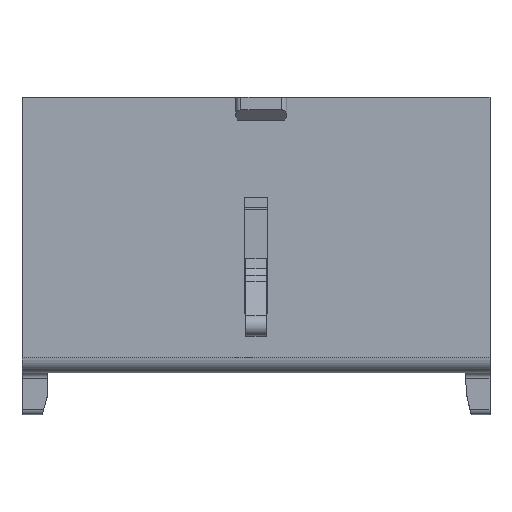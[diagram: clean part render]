
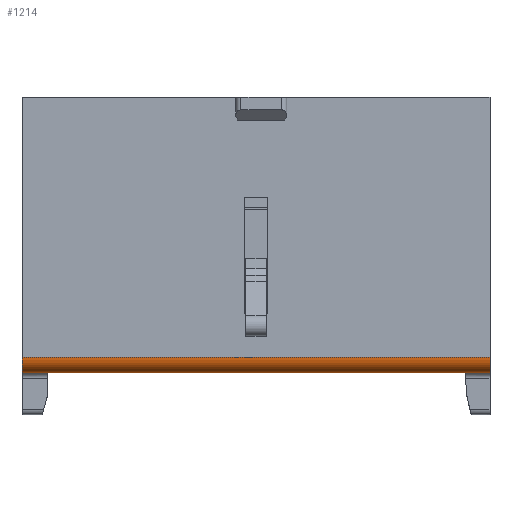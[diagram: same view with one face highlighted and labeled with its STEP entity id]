
A CAD part, front view. The second image highlights one B-rep face of the part: STEP entity #1214.
In plain terms, the highlighted cylindrical face has radius 1.5 mm (diameter 3 mm), a partial arc.
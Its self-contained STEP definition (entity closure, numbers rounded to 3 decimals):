
#51 = VERTEX_POINT('',#52);
#52 = CARTESIAN_POINT('',(-10.5,-22.5,1.5));
#59 = PLANE('',#60);
#60 = AXIS2_PLACEMENT_3D('',#61,#62,#63);
#61 = CARTESIAN_POINT('',(0.,-22.5,0.));
#62 = DIRECTION('',(0.,1.,0.));
#63 = DIRECTION('',(1.,0.,0.));
#71 = PLANE('',#72);
#72 = AXIS2_PLACEMENT_3D('',#73,#74,#75);
#73 = CARTESIAN_POINT('',(-10.5,-22.5,1.5));
#74 = DIRECTION('',(-1.,0.,0.));
#75 = DIRECTION('',(0.,0.,1.));
#457 = VERTEX_POINT('',#458);
#458 = CARTESIAN_POINT('',(-9.,-22.5,0.));
#472 = PLANE('',#473);
#473 = AXIS2_PLACEMENT_3D('',#474,#475,#476);
#474 = CARTESIAN_POINT('',(-1.96,-22.5,0.));
#475 = DIRECTION('',(0.,0.,-1.));
#476 = DIRECTION('',(-1.,0.,0.));
#484 = EDGE_CURVE('',#457,#51,#485,.T.);
#485 = SURFACE_CURVE('',#486,(#491,#498),.PCURVE_S1.);
#486 = CIRCLE('',#487,1.5);
#487 = AXIS2_PLACEMENT_3D('',#488,#489,#490);
#488 = CARTESIAN_POINT('',(-9.,-22.5,1.5));
#489 = DIRECTION('',(0.,1.,0.));
#490 = DIRECTION('',(0.,0.,-1.));
#491 = PCURVE('',#59,#492);
#492 = DEFINITIONAL_REPRESENTATION('',(#493),#497);
#493 = CIRCLE('',#494,1.5);
#494 = AXIS2_PLACEMENT_2D('',#495,#496);
#495 = CARTESIAN_POINT('',(-9.,-1.5));
#496 = DIRECTION('',(0.,1.));
#497 = ( GEOMETRIC_REPRESENTATION_CONTEXT(2) 
PARAMETRIC_REPRESENTATION_CONTEXT() REPRESENTATION_CONTEXT('2D SPACE',''
  ) );
#498 = PCURVE('',#499,#504);
#499 = CYLINDRICAL_SURFACE('',#500,1.5);
#500 = AXIS2_PLACEMENT_3D('',#501,#502,#503);
#501 = CARTESIAN_POINT('',(-9.,-22.5,1.5));
#502 = DIRECTION('',(0.,1.,0.));
#503 = DIRECTION('',(1.,0.,0.));
#504 = DEFINITIONAL_REPRESENTATION('',(#505),#509);
#505 = LINE('',#506,#507);
#506 = CARTESIAN_POINT('',(1.571,0.));
#507 = VECTOR('',#508,1.);
#508 = DIRECTION('',(1.,0.));
#509 = ( GEOMETRIC_REPRESENTATION_CONTEXT(2) 
PARAMETRIC_REPRESENTATION_CONTEXT() REPRESENTATION_CONTEXT('2D SPACE',''
  ) );
#515 = VERTEX_POINT('',#516);
#516 = CARTESIAN_POINT('',(-10.5,22.5,1.5));
#532 = PLANE('',#533);
#533 = AXIS2_PLACEMENT_3D('',#534,#535,#536);
#534 = CARTESIAN_POINT('',(0.,22.5,0.));
#535 = DIRECTION('',(0.,1.,0.));
#536 = DIRECTION('',(1.,0.,0.));
#673 = EDGE_CURVE('',#51,#515,#674,.T.);
#674 = SURFACE_CURVE('',#675,(#679,#686),.PCURVE_S1.);
#675 = LINE('',#676,#677);
#676 = CARTESIAN_POINT('',(-10.5,-22.5,1.5));
#677 = VECTOR('',#678,1.);
#678 = DIRECTION('',(0.,1.,0.));
#679 = PCURVE('',#71,#680);
#680 = DEFINITIONAL_REPRESENTATION('',(#681),#685);
#681 = LINE('',#682,#683);
#682 = CARTESIAN_POINT('',(0.,0.));
#683 = VECTOR('',#684,1.);
#684 = DIRECTION('',(0.,1.));
#685 = ( GEOMETRIC_REPRESENTATION_CONTEXT(2) 
PARAMETRIC_REPRESENTATION_CONTEXT() REPRESENTATION_CONTEXT('2D SPACE',''
  ) );
#686 = PCURVE('',#499,#687);
#687 = DEFINITIONAL_REPRESENTATION('',(#688),#692);
#688 = LINE('',#689,#690);
#689 = CARTESIAN_POINT('',(3.142,0.));
#690 = VECTOR('',#691,1.);
#691 = DIRECTION('',(0.,1.));
#692 = ( GEOMETRIC_REPRESENTATION_CONTEXT(2) 
PARAMETRIC_REPRESENTATION_CONTEXT() REPRESENTATION_CONTEXT('2D SPACE',''
  ) );
#812 = EDGE_CURVE('',#813,#515,#815,.T.);
#813 = VERTEX_POINT('',#814);
#814 = CARTESIAN_POINT('',(-9.,22.5,0.));
#815 = SURFACE_CURVE('',#816,(#821,#828),.PCURVE_S1.);
#816 = CIRCLE('',#817,1.5);
#817 = AXIS2_PLACEMENT_3D('',#818,#819,#820);
#818 = CARTESIAN_POINT('',(-9.,22.5,1.5));
#819 = DIRECTION('',(0.,1.,0.));
#820 = DIRECTION('',(0.,0.,-1.));
#821 = PCURVE('',#532,#822);
#822 = DEFINITIONAL_REPRESENTATION('',(#823),#827);
#823 = CIRCLE('',#824,1.5);
#824 = AXIS2_PLACEMENT_2D('',#825,#826);
#825 = CARTESIAN_POINT('',(-9.,-1.5));
#826 = DIRECTION('',(0.,1.));
#827 = ( GEOMETRIC_REPRESENTATION_CONTEXT(2) 
PARAMETRIC_REPRESENTATION_CONTEXT() REPRESENTATION_CONTEXT('2D SPACE',''
  ) );
#828 = PCURVE('',#499,#829);
#829 = DEFINITIONAL_REPRESENTATION('',(#830),#834);
#830 = LINE('',#831,#832);
#831 = CARTESIAN_POINT('',(1.571,45.));
#832 = VECTOR('',#833,1.);
#833 = DIRECTION('',(1.,0.));
#834 = ( GEOMETRIC_REPRESENTATION_CONTEXT(2) 
PARAMETRIC_REPRESENTATION_CONTEXT() REPRESENTATION_CONTEXT('2D SPACE',''
  ) );
#1214 = ADVANCED_FACE('',(#1215),#499,.T.);
#1215 = FACE_BOUND('',#1216,.T.);
#1216 = EDGE_LOOP('',(#1217,#1218,#1219,#1240));
#1217 = ORIENTED_EDGE('',*,*,#673,.T.);
#1218 = ORIENTED_EDGE('',*,*,#812,.F.);
#1219 = ORIENTED_EDGE('',*,*,#1220,.F.);
#1220 = EDGE_CURVE('',#457,#813,#1221,.T.);
#1221 = SURFACE_CURVE('',#1222,(#1226,#1233),.PCURVE_S1.);
#1222 = LINE('',#1223,#1224);
#1223 = CARTESIAN_POINT('',(-9.,-22.5,0.));
#1224 = VECTOR('',#1225,1.);
#1225 = DIRECTION('',(0.,1.,0.));
#1226 = PCURVE('',#499,#1227);
#1227 = DEFINITIONAL_REPRESENTATION('',(#1228),#1232);
#1228 = LINE('',#1229,#1230);
#1229 = CARTESIAN_POINT('',(1.571,0.));
#1230 = VECTOR('',#1231,1.);
#1231 = DIRECTION('',(0.,1.));
#1232 = ( GEOMETRIC_REPRESENTATION_CONTEXT(2) 
PARAMETRIC_REPRESENTATION_CONTEXT() REPRESENTATION_CONTEXT('2D SPACE',''
  ) );
#1233 = PCURVE('',#472,#1234);
#1234 = DEFINITIONAL_REPRESENTATION('',(#1235),#1239);
#1235 = LINE('',#1236,#1237);
#1236 = CARTESIAN_POINT('',(7.04,0.));
#1237 = VECTOR('',#1238,1.);
#1238 = DIRECTION('',(0.,1.));
#1239 = ( GEOMETRIC_REPRESENTATION_CONTEXT(2) 
PARAMETRIC_REPRESENTATION_CONTEXT() REPRESENTATION_CONTEXT('2D SPACE',''
  ) );
#1240 = ORIENTED_EDGE('',*,*,#484,.T.);
